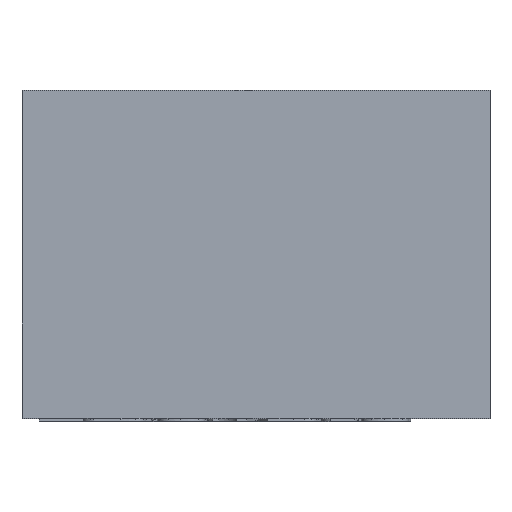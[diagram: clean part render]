
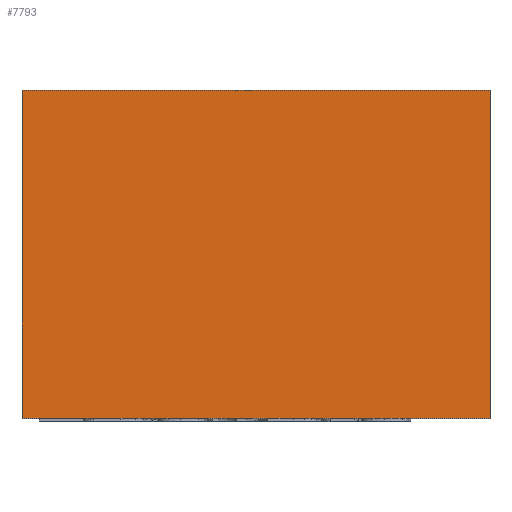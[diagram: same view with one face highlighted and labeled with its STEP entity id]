
A CAD part, top view. The second image highlights one B-rep face of the part: STEP entity #7793.
In plain terms, the highlighted planar face has unit normal (0, 0, 1).
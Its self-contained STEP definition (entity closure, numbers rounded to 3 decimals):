
#1214=FACE_OUTER_BOUND('',#1654,.T.);
#1654=EDGE_LOOP('',(#7166,#7167,#7168,#7169));
#1792=LINE('',#10276,#2470);
#2334=LINE('',#15171,#3012);
#2336=LINE('',#15177,#3014);
#2339=LINE('',#15181,#3017);
#2470=VECTOR('',#8230,10.);
#3012=VECTOR('',#9130,10.);
#3014=VECTOR('',#9136,10.);
#3017=VECTOR('',#9141,10.);
#3160=VERTEX_POINT('',#10273);
#3161=VERTEX_POINT('',#10275);
#3775=VERTEX_POINT('',#15169);
#3777=VERTEX_POINT('',#15176);
#3990=EDGE_CURVE('',#3161,#3160,#1792,.T.);
#4912=EDGE_CURVE('',#3160,#3775,#2334,.T.);
#4914=EDGE_CURVE('',#3777,#3161,#2336,.T.);
#4917=EDGE_CURVE('',#3775,#3777,#2339,.T.);
#7166=ORIENTED_EDGE('',*,*,#4917,.T.);
#7167=ORIENTED_EDGE('',*,*,#4914,.T.);
#7168=ORIENTED_EDGE('',*,*,#3990,.T.);
#7169=ORIENTED_EDGE('',*,*,#4912,.T.);
#7379=PLANE('',#8026);
#7793=ADVANCED_FACE('',(#1214),#7379,.T.);
#8026=AXIS2_PLACEMENT_3D('',#15182,#9142,#9143);
#8230=DIRECTION('',(1.,0.,0.));
#9130=DIRECTION('',(0.,1.,0.));
#9136=DIRECTION('',(0.,-1.,0.));
#9141=DIRECTION('',(-1.,0.,0.));
#9142=DIRECTION('center_axis',(0.,0.,1.));
#9143=DIRECTION('ref_axis',(1.,0.,0.));
#10273=CARTESIAN_POINT('',(7.85,-5.5,12.));
#10275=CARTESIAN_POINT('',(-7.85,-5.5,12.));
#10276=CARTESIAN_POINT('',(7.85,-5.5,12.));
#15169=CARTESIAN_POINT('',(7.85,5.5,12.));
#15171=CARTESIAN_POINT('',(7.85,5.5,12.));
#15176=CARTESIAN_POINT('',(-7.85,5.5,12.));
#15177=CARTESIAN_POINT('',(-7.85,-5.5,12.));
#15181=CARTESIAN_POINT('',(-7.85,5.5,12.));
#15182=CARTESIAN_POINT('Origin',(0.,0.,
12.));
